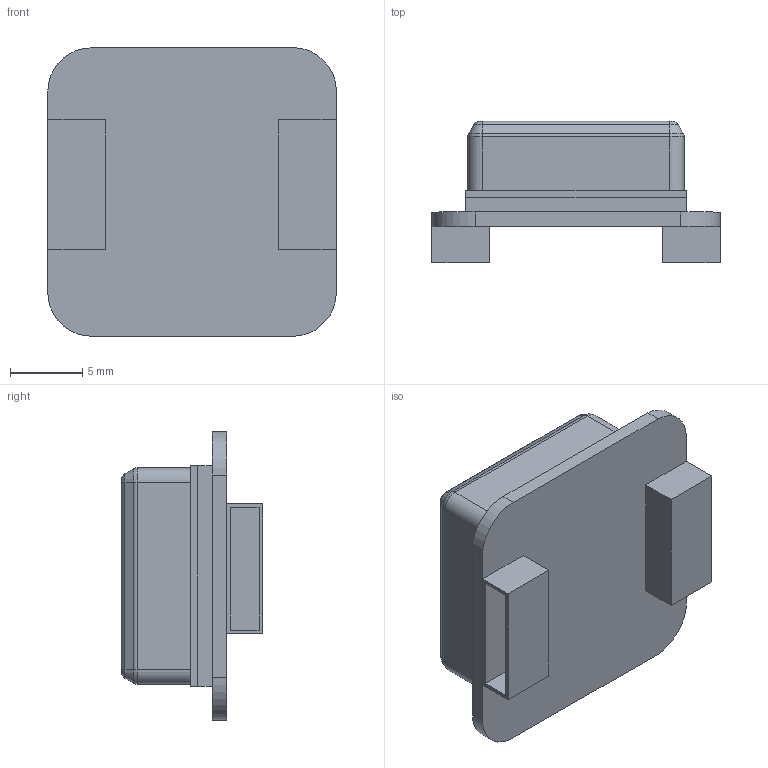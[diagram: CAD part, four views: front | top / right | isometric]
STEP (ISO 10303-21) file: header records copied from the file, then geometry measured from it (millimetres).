
FILE_DESCRIPTION(/* description */ (''),/* implementation_level */ '2;1');
FILE_NAME(/* name */ 'M8Q v2.step',/* time_stamp */ '2018-11-16T01:05:08+03:00',/* author */ ('b2720969'),/* organization */ (''),/* preprocessor_version */ 'ST-DEVELOPER v17.2',/* originating_system */ 'Autodesk Translation Framework v7.6.0.251',/* authorisation */ '');
FILE_SCHEMA (('AUTOMOTIVE_DESIGN { 1 0 10303 214 3 1 1 }'));
Length unit declared in the file: millimetre
Products named in the file (1): M8Q
Bounding box: 20 x 9.8 x 20 mm (x, y, z)
Volume: 1881.6 mm3; surface area: 2988 mm2
Topology: 6 solids, 6 shells, 78 faces, 168 edges, 104 vertices
Faces by surface type: plane 50, cylinder 16, bspline 8, cone 4
Entity records: 2172 total; most frequent: CARTESIAN_POINT 415, DIRECTION 354, ORIENTED_EDGE 336, EDGE_CURVE 168, LINE 124, VECTOR 124, AXIS2_PLACEMENT_3D 115, VERTEX_POINT 104
